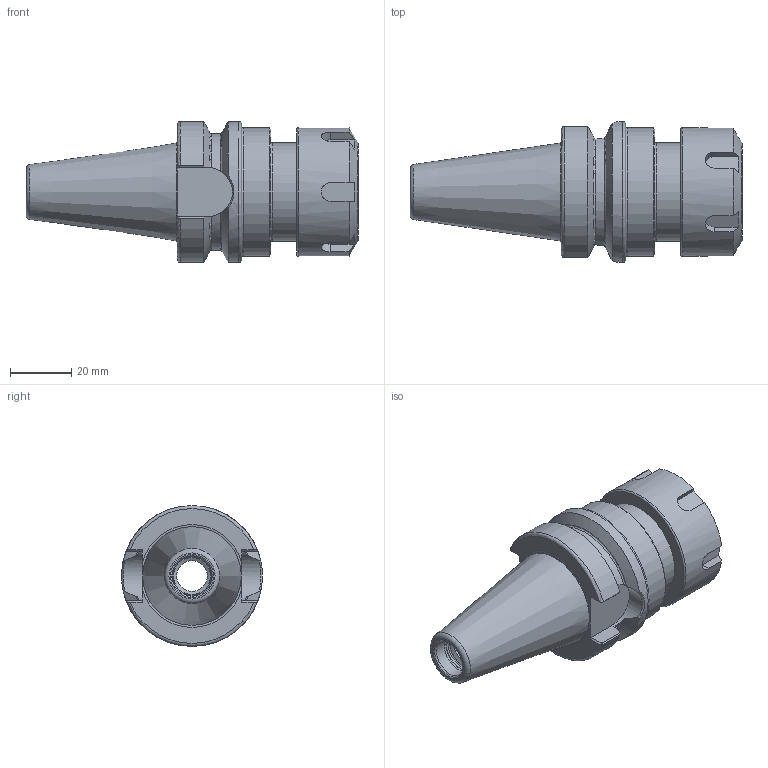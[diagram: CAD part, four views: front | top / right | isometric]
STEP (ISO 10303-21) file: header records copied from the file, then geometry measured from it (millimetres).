
FILE_DESCRIPTION(/* description */ (''),/* implementation_level */ '2;1');
FILE_NAME(/* name */ 'DBT30-ER25-060.stp',/* time_stamp */ '2019-05-02T10:01:14-05:00',/* author */ ('Lee'),/* organization */ (''),/* preprocessor_version */ 'ST-DEVELOPER v18',/* originating_system */ 'Autodesk Inventor LT',/* authorisation */ '');
FILE_SCHEMA (('AUTOMOTIVE_DESIGN { 1 0 10303 214 3 1 1 }'));
Length unit declared in the file: millimetre
Products named in the file (1): DBT30-ER25-060
Bounding box: 108.4 x 46 x 46 mm (x, y, z)
Volume: 71981 mm3; surface area: 24175.5 mm2
Topology: 2 solids, 2 shells, 125 faces, 376 edges, 263 vertices
Faces by surface type: plane 50, cylinder 27, cone 19, torus 19, bspline 10
Full cylindrical faces by diameter (mm): 10.106 x1, 12.5 x1, 13.1 x1, 15.748 x1, 18 x1, 20.515 x1, 23.5 x1, 28.5 x1, 30.5 x1, 31.987 x1, 32 x1, 33.72 x1, 42 x2, 46 x1
Entity records: 4992 total; most frequent: CARTESIAN_POINT 1586, ORIENTED_EDGE 752, DIRECTION 692, EDGE_CURVE 376, AXIS2_PLACEMENT_3D 287, VERTEX_POINT 263, CIRCLE 171, EDGE_LOOP 137
